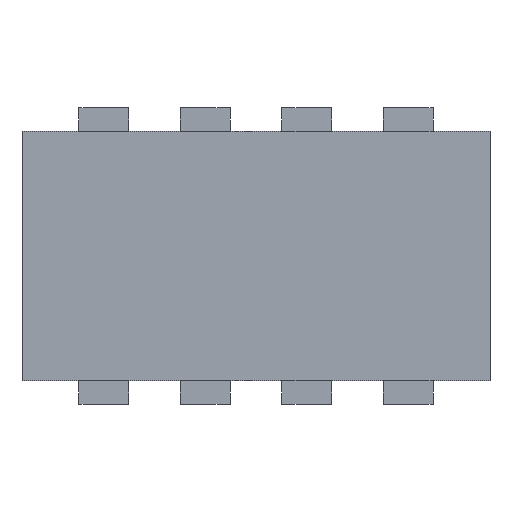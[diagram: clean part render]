
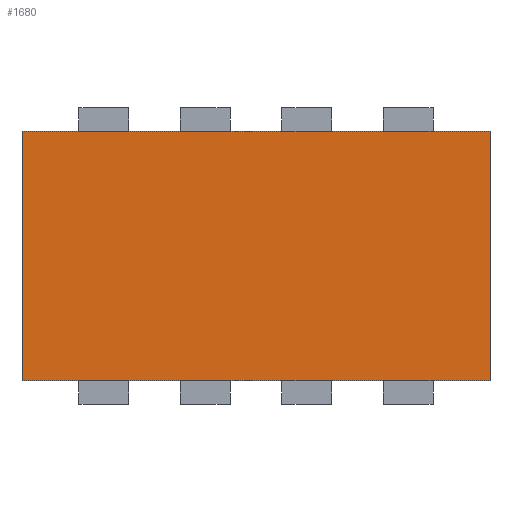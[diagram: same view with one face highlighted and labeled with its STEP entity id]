
A CAD part, front view. The second image highlights one B-rep face of the part: STEP entity #1680.
In plain terms, the highlighted planar face has unit normal (0, -1, 0).
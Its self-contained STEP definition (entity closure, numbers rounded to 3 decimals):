
#1497 = CARTESIAN_POINT ( 'NONE',  ( -1.5, 0., 0.8 ) ) ;
#1498 = VERTEX_POINT ( 'NONE', #1497 ) ;
#1513 = CARTESIAN_POINT ( 'NONE',  ( -1.5, 0., -0.8 ) ) ;
#1514 = VERTEX_POINT ( 'NONE', #1513 ) ;
#1521 = CARTESIAN_POINT ( 'NONE',  ( -1.5, 0., 0.8 ) ) ;
#1522 = DIRECTION ( 'NONE',  ( 0., 0., 1. ) ) ;
#1523 = VECTOR ( 'NONE', #1522, 1000. ) ;
#1524 = LINE ( 'NONE', #1521, #1523 ) ;
#1525 = EDGE_CURVE ( 'NONE', #1514, #1498, #1524, .T. ) ;
#1537 = CARTESIAN_POINT ( 'NONE',  ( 1.5, 0., 0.8 ) ) ;
#1538 = VERTEX_POINT ( 'NONE', #1537 ) ;
#1552 = CARTESIAN_POINT ( 'NONE',  ( 1.5, 0., 0.8 ) ) ;
#1553 = DIRECTION ( 'NONE',  ( 1., 0., 0. ) ) ;
#1554 = VECTOR ( 'NONE', #1553, 1000. ) ;
#1555 = LINE ( 'NONE', #1552, #1554 ) ;
#1556 = EDGE_CURVE ( 'NONE', #1498, #1538, #1555, .T. ) ;
#1568 = CARTESIAN_POINT ( 'NONE',  ( 1.5, 0., -0.8 ) ) ;
#1569 = VERTEX_POINT ( 'NONE', #1568 ) ;
#1583 = CARTESIAN_POINT ( 'NONE',  ( 1.5, 0., 0.8 ) ) ;
#1584 = DIRECTION ( 'NONE',  ( 0., 0., -1. ) ) ;
#1585 = VECTOR ( 'NONE', #1584, 1000. ) ;
#1586 = LINE ( 'NONE', #1583, #1585 ) ;
#1587 = EDGE_CURVE ( 'NONE', #1538, #1569, #1586, .T. ) ;
#1605 = CARTESIAN_POINT ( 'NONE',  ( 1.5, 0., -0.8 ) ) ;
#1606 = DIRECTION ( 'NONE',  ( -1., 0., 0. ) ) ;
#1607 = VECTOR ( 'NONE', #1606, 1000. ) ;
#1608 = LINE ( 'NONE', #1605, #1607 ) ;
#1609 = EDGE_CURVE ( 'NONE', #1569, #1514, #1608, .T. ) ;
#1669 = ORIENTED_EDGE ( 'NONE', *, *, #1525, .F. ) ;
#1670 = ORIENTED_EDGE ( 'NONE', *, *, #1609, .F. ) ;
#1671 = ORIENTED_EDGE ( 'NONE', *, *, #1587, .F. ) ;
#1672 = ORIENTED_EDGE ( 'NONE', *, *, #1556, .F. ) ;
#1673 = EDGE_LOOP ( 'NONE', ( #1669, #1670, #1671, #1672 ) ) ;
#1674 = FACE_OUTER_BOUND ( 'NONE', #1673, .T. ) ;
#1675 = CARTESIAN_POINT ( 'NONE',  ( -1.5, 0., -0.8 ) ) ;
#1676 = DIRECTION ( 'NONE',  ( 0., 1., 0. ) ) ;
#1677 = DIRECTION ( 'NONE',  ( 0., 0., 1. ) ) ;
#1678 = AXIS2_PLACEMENT_3D ( 'NONE', #1675, #1676, #1677 ) ;
#1679 = PLANE ( 'NONE', #1678 ) ;
#1680 = ADVANCED_FACE ( 'NONE', ( #1674 ), #1679, .F. ) ;
